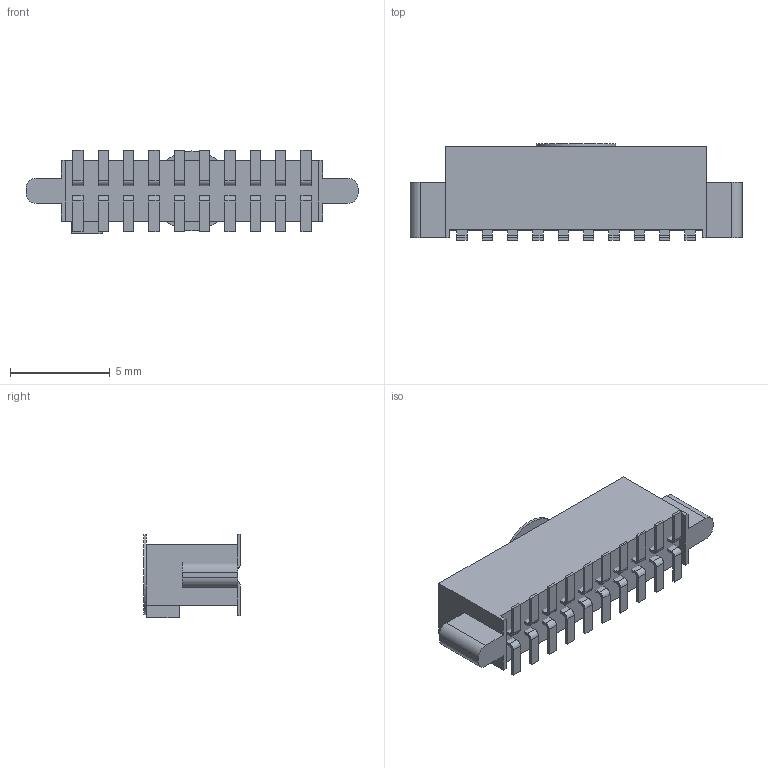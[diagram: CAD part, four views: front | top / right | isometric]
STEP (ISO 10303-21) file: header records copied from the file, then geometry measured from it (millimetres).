
FILE_DESCRIPTION(/* description */ ('STEP AP214'),/* implementation_level */ '2;1');
FILE_NAME(/* name */ 'SFM-110-L2-L-D-K',/* time_stamp */ '2025-07-10T01:18:41+02:00',/* author */ ('License CC BY-ND 4.0'),/* organization */ ('CADENAS'),/* preprocessor_version */ 'ST-DEVELOPER v19.3',/* originating_system */ 'PARTsolutions',/* authorisation */ ' ');
FILE_SCHEMA (('AUTOMOTIVE_DESIGN {1 0 10303 214 3 1 1}'));
Length unit declared in the file: inch
Products named in the file (4): SFM-110-L2-L-D-K; SFM-110-L2-L-D-K_terminal; C-10-L2-D-L_pins; Polyamide_Pad-K-D_polyamide_pick
Assembly tree (3 placements, depth 2):
  SFM-110-L2-L-D-K
    SFM-110-L2-L-D-K_terminal
    C-10-L2-D-L_pins
    Polyamide_Pad-K-D_polyamide_pick
Bounding box: 16.64 x 4.83 x 4.2 mm (x, y, z)
Volume: 173 mm3; surface area: 510.6 mm2
Topology: 3 solids, 3 shells, 315 faces, 807 edges, 538 vertices
Faces by surface type: plane 270, cylinder 45
Full cylindrical faces by diameter (mm): 4 x1
Entity records: 9531 total; most frequent: CARTESIAN_POINT 1663, ORIENTED_EDGE 1612, DIRECTION 1534, EDGE_CURVE 806, LINE 716, VECTOR 716, VERTEX_POINT 538, AXIS2_PLACEMENT_3D 409
